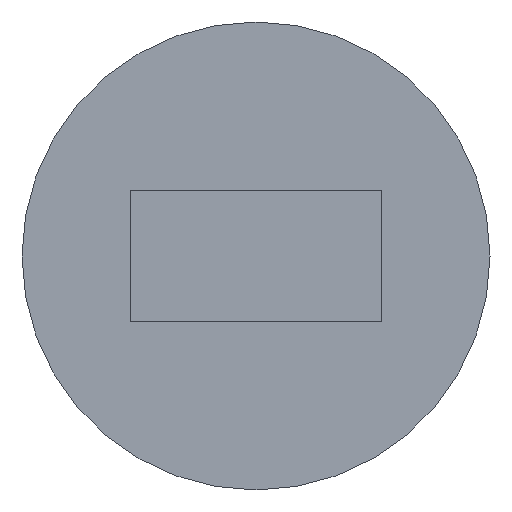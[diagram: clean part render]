
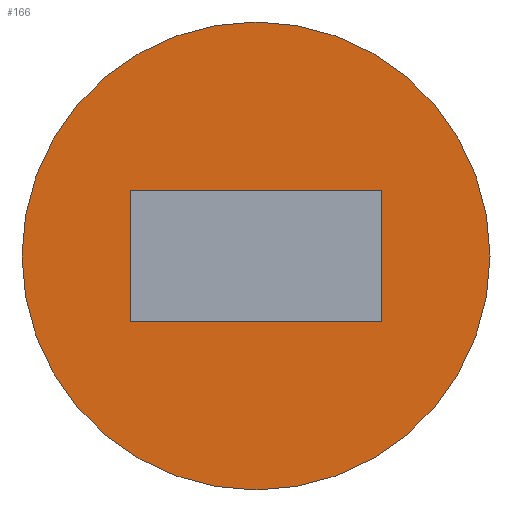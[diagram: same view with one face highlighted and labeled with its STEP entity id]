
A CAD part, left-side view. The second image highlights one B-rep face of the part: STEP entity #166.
In plain terms, the highlighted face is planar.
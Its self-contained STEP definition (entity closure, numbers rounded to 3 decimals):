
#29=LINE('',#273,#43);
#33=LINE('',#281,#47);
#36=LINE('',#287,#50);
#39=LINE('',#292,#53);
#43=VECTOR('',#221,10.);
#47=VECTOR('',#227,10.);
#50=VECTOR('',#232,10.);
#53=VECTOR('',#237,10.);
#58=FACE_BOUND('',#78,.T.);
#66=FACE_OUTER_BOUND('',#77,.T.);
#77=EDGE_LOOP('',(#138));
#78=EDGE_LOOP('',(#139,#140,#141,#142));
#84=CIRCLE('',#196,1.95);
#88=VERTEX_POINT('',#271);
#89=VERTEX_POINT('',#272);
#92=VERTEX_POINT('',#280);
#94=VERTEX_POINT('',#286);
#96=VERTEX_POINT('',#296);
#100=EDGE_CURVE('',#88,#89,#29,.T.);
#104=EDGE_CURVE('',#92,#88,#33,.T.);
#107=EDGE_CURVE('',#94,#92,#36,.T.);
#110=EDGE_CURVE('',#89,#94,#39,.T.);
#112=EDGE_CURVE('',#96,#96,#84,.T.);
#138=ORIENTED_EDGE('',*,*,#112,.T.);
#139=ORIENTED_EDGE('',*,*,#100,.F.);
#140=ORIENTED_EDGE('',*,*,#104,.F.);
#141=ORIENTED_EDGE('',*,*,#107,.F.);
#142=ORIENTED_EDGE('',*,*,#110,.F.);
#158=PLANE('',#195);
#166=ADVANCED_FACE('',(#66,#58),#158,.F.);
#195=AXIS2_PLACEMENT_3D('',#295,#241,#242);
#196=AXIS2_PLACEMENT_3D('',#297,#243,#244);
#221=DIRECTION('',(0.,-1.,0.));
#227=DIRECTION('',(0.,0.,1.));
#232=DIRECTION('',(0.,1.,0.));
#237=DIRECTION('',(0.,0.,-1.));
#241=DIRECTION('center_axis',(-1.,0.,0.));
#242=DIRECTION('ref_axis',(0.,1.,0.));
#243=DIRECTION('center_axis',(1.,0.,0.));
#244=DIRECTION('ref_axis',(0.,1.,0.));
#271=CARTESIAN_POINT('',(185.919,-70.092,-7.957));
#272=CARTESIAN_POINT('',(185.919,-72.192,-7.957));
#273=CARTESIAN_POINT('',(185.919,-72.962,-7.957));
#280=CARTESIAN_POINT('',(185.919,-70.092,-9.057));
#281=CARTESIAN_POINT('',(185.919,-70.092,-8.129));
#286=CARTESIAN_POINT('',(185.919,-72.192,-9.057));
#287=CARTESIAN_POINT('',(185.919,-74.012,-9.057));
#292=CARTESIAN_POINT('',(185.919,-72.192,-7.579));
#295=CARTESIAN_POINT('Origin',(185.919,-75.832,-7.2));
#296=CARTESIAN_POINT('',(185.919,-73.092,-8.507));
#297=CARTESIAN_POINT('Origin',(185.919,-71.142,-8.507));
